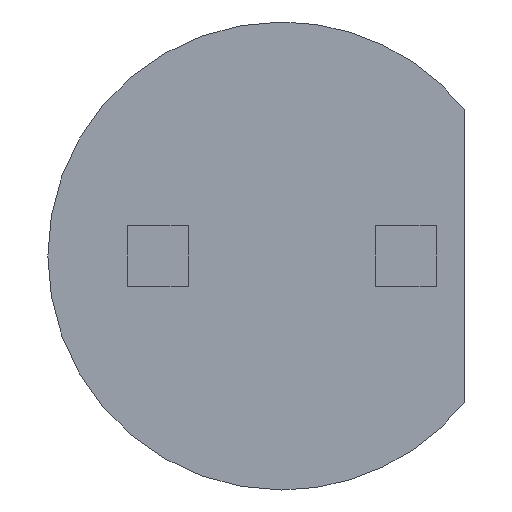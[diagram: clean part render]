
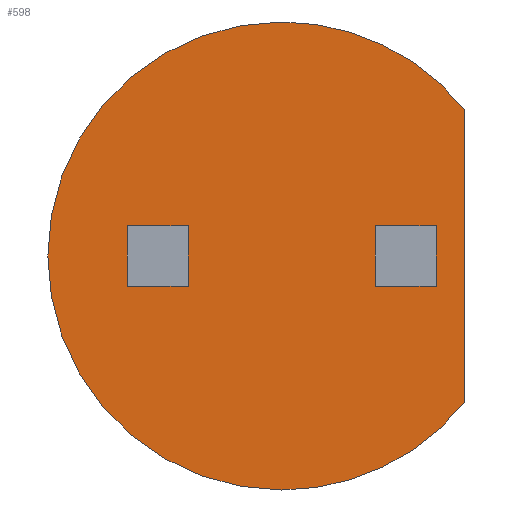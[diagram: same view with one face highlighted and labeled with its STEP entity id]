
A CAD part, front view. The second image highlights one B-rep face of the part: STEP entity #598.
In plain terms, the highlighted planar face has unit normal (0, -1, 0).
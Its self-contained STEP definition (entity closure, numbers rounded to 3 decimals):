
#3 = LINE ( 'NONE', #470, #484 ) ;
#17 = CARTESIAN_POINT ( 'NONE',  ( -0.77, 0., 0.25 ) ) ;
#23 = EDGE_CURVE ( 'NONE', #552, #735, #420, .T. ) ;
#24 = CIRCLE ( 'NONE', #205, 1.925 ) ;
#40 = VECTOR ( 'NONE', #489, 1000. ) ;
#51 = LINE ( 'NONE', #412, #616 ) ;
#54 = VECTOR ( 'NONE', #701, 1000. ) ;
#57 = CARTESIAN_POINT ( 'NONE',  ( 1.5, 0., -2.219 ) ) ;
#58 = CARTESIAN_POINT ( 'NONE',  ( 1.27, 0., -0.25 ) ) ;
#62 = VERTEX_POINT ( 'NONE', #662 ) ;
#63 = EDGE_CURVE ( 'NONE', #268, #648, #612, .T. ) ;
#78 = FACE_BOUND ( 'NONE', #475, .T. ) ;
#90 = EDGE_CURVE ( 'NONE', #381, #352, #657, .T. ) ;
#96 = ORIENTED_EDGE ( 'NONE', *, *, #679, .T. ) ;
#99 = ORIENTED_EDGE ( 'NONE', *, *, #727, .F. ) ;
#108 = LINE ( 'NONE', #647, #493 ) ;
#109 = ORIENTED_EDGE ( 'NONE', *, *, #731, .F. ) ;
#111 = ORIENTED_EDGE ( 'NONE', *, *, #90, .F. ) ;
#131 = DIRECTION ( 'NONE',  ( 0., 0., -1. ) ) ;
#144 = DIRECTION ( 'NONE',  ( 0., 0., 1. ) ) ;
#147 = CARTESIAN_POINT ( 'NONE',  ( 0., 0., 0. ) ) ;
#156 = EDGE_CURVE ( 'NONE', #492, #268, #24, .T. ) ;
#162 = VECTOR ( 'NONE', #763, 1000. ) ;
#163 = DIRECTION ( 'NONE',  ( 0., 0., 1. ) ) ;
#169 = CARTESIAN_POINT ( 'NONE',  ( 0.77, 0., 0.25 ) ) ;
#182 = ORIENTED_EDGE ( 'NONE', *, *, #458, .T. ) ;
#183 = CARTESIAN_POINT ( 'NONE',  ( -0.77, 0., -0.25 ) ) ;
#205 = AXIS2_PLACEMENT_3D ( 'NONE', #722, #427, #547 ) ;
#240 = CARTESIAN_POINT ( 'NONE',  ( -1.27, 0., -0.25 ) ) ;
#258 = ORIENTED_EDGE ( 'NONE', *, *, #63, .F. ) ;
#268 = VERTEX_POINT ( 'NONE', #685 ) ;
#296 = CARTESIAN_POINT ( 'NONE',  ( -1.27, 0., -0.25 ) ) ;
#297 = EDGE_CURVE ( 'NONE', #735, #585, #108, .T. ) ;
#301 = CIRCLE ( 'NONE', #459, 1.925 ) ;
#326 = CARTESIAN_POINT ( 'NONE',  ( 0., 0., 0. ) ) ;
#352 = VERTEX_POINT ( 'NONE', #524 ) ;
#355 = VECTOR ( 'NONE', #144, 1000. ) ;
#356 = EDGE_LOOP ( 'NONE', ( #576, #446, #607, #182 ) ) ;
#381 = VERTEX_POINT ( 'NONE', #169 ) ;
#412 = CARTESIAN_POINT ( 'NONE',  ( 1.27, 0., -0.25 ) ) ;
#416 = CARTESIAN_POINT ( 'NONE',  ( 0., 0., 0. ) ) ;
#420 = LINE ( 'NONE', #240, #355 ) ;
#427 = DIRECTION ( 'NONE',  ( 0., 1., 0. ) ) ;
#441 = EDGE_CURVE ( 'NONE', #566, #492, #301, .T. ) ;
#446 = ORIENTED_EDGE ( 'NONE', *, *, #23, .T. ) ;
#458 = EDGE_CURVE ( 'NONE', #585, #753, #521, .T. ) ;
#459 = AXIS2_PLACEMENT_3D ( 'NONE', #326, #617, #744 ) ;
#462 = CARTESIAN_POINT ( 'NONE',  ( -1.27, 0., 0.25 ) ) ;
#465 = VERTEX_POINT ( 'NONE', #58 ) ;
#470 = CARTESIAN_POINT ( 'NONE',  ( 1.27, 0., 0.25 ) ) ;
#475 = EDGE_LOOP ( 'NONE', ( #99, #669, #111, #109 ) ) ;
#484 = VECTOR ( 'NONE', #649, 1000. ) ;
#489 = DIRECTION ( 'NONE',  ( -1., 0., 0. ) ) ;
#492 = VERTEX_POINT ( 'NONE', #540 ) ;
#493 = VECTOR ( 'NONE', #642, 1000. ) ;
#494 = CARTESIAN_POINT ( 'NONE',  ( 1.5, 0., -1.206 ) ) ;
#508 = DIRECTION ( 'NONE',  ( 0., 1., 0. ) ) ;
#511 = AXIS2_PLACEMENT_3D ( 'NONE', #147, #508, #562 ) ;
#521 = LINE ( 'NONE', #183, #162 ) ;
#524 = CARTESIAN_POINT ( 'NONE',  ( 0.77, 0., -0.25 ) ) ;
#526 = LINE ( 'NONE', #580, #54 ) ;
#540 = CARTESIAN_POINT ( 'NONE',  ( 0., 0., -1.925 ) ) ;
#545 = PLANE ( 'NONE',  #511 ) ;
#547 = DIRECTION ( 'NONE',  ( 0., 0., 1. ) ) ;
#550 = EDGE_CURVE ( 'NONE', #753, #552, #721, .T. ) ;
#552 = VERTEX_POINT ( 'NONE', #296 ) ;
#554 = CARTESIAN_POINT ( 'NONE',  ( 0.77, 0., -0.25 ) ) ;
#562 = DIRECTION ( 'NONE',  ( 0., 0., 1. ) ) ;
#566 = VERTEX_POINT ( 'NONE', #494 ) ;
#576 = ORIENTED_EDGE ( 'NONE', *, *, #550, .T. ) ;
#580 = CARTESIAN_POINT ( 'NONE',  ( 1.27, 0., -0.25 ) ) ;
#581 = AXIS2_PLACEMENT_3D ( 'NONE', #416, #600, #729 ) ;
#585 = VERTEX_POINT ( 'NONE', #17 ) ;
#586 = CARTESIAN_POINT ( 'NONE',  ( -0.77, 0., -0.25 ) ) ;
#598 = ADVANCED_FACE ( 'NONE', ( #599, #660, #78 ), #545, .F. ) ;
#599 = FACE_OUTER_BOUND ( 'NONE', #621, .T. ) ;
#600 = DIRECTION ( 'NONE',  ( 0., 1., 0. ) ) ;
#607 = ORIENTED_EDGE ( 'NONE', *, *, #297, .T. ) ;
#612 = CIRCLE ( 'NONE', #581, 1.925 ) ;
#616 = VECTOR ( 'NONE', #636, 1000. ) ;
#617 = DIRECTION ( 'NONE',  ( 0., 1., 0. ) ) ;
#621 = EDGE_LOOP ( 'NONE', ( #96, #258, #644, #746 ) ) ;
#630 = VECTOR ( 'NONE', #163, 1000. ) ;
#636 = DIRECTION ( 'NONE',  ( 1., 0., 0. ) ) ;
#642 = DIRECTION ( 'NONE',  ( 1., 0., 0. ) ) ;
#644 = ORIENTED_EDGE ( 'NONE', *, *, #156, .F. ) ;
#647 = CARTESIAN_POINT ( 'NONE',  ( -1.27, 0., 0.25 ) ) ;
#648 = VERTEX_POINT ( 'NONE', #736 ) ;
#649 = DIRECTION ( 'NONE',  ( -1., 0., 0. ) ) ;
#657 = LINE ( 'NONE', #554, #665 ) ;
#660 = FACE_BOUND ( 'NONE', #356, .T. ) ;
#662 = CARTESIAN_POINT ( 'NONE',  ( 1.27, 0., 0.25 ) ) ;
#665 = VECTOR ( 'NONE', #131, 1000. ) ;
#669 = ORIENTED_EDGE ( 'NONE', *, *, #681, .F. ) ;
#679 = EDGE_CURVE ( 'NONE', #566, #648, #688, .T. ) ;
#681 = EDGE_CURVE ( 'NONE', #352, #465, #51, .T. ) ;
#685 = CARTESIAN_POINT ( 'NONE',  ( 0., 0., 1.925 ) ) ;
#688 = LINE ( 'NONE', #57, #630 ) ;
#701 = DIRECTION ( 'NONE',  ( 0., 0., 1. ) ) ;
#721 = LINE ( 'NONE', #730, #40 ) ;
#722 = CARTESIAN_POINT ( 'NONE',  ( 0., 0., 0. ) ) ;
#727 = EDGE_CURVE ( 'NONE', #465, #62, #526, .T. ) ;
#729 = DIRECTION ( 'NONE',  ( 0., 0., 1. ) ) ;
#730 = CARTESIAN_POINT ( 'NONE',  ( -1.27, 0., -0.25 ) ) ;
#731 = EDGE_CURVE ( 'NONE', #62, #381, #3, .T. ) ;
#735 = VERTEX_POINT ( 'NONE', #462 ) ;
#736 = CARTESIAN_POINT ( 'NONE',  ( 1.5, 0., 1.206 ) ) ;
#744 = DIRECTION ( 'NONE',  ( 0., 0., 1. ) ) ;
#746 = ORIENTED_EDGE ( 'NONE', *, *, #441, .F. ) ;
#753 = VERTEX_POINT ( 'NONE', #586 ) ;
#763 = DIRECTION ( 'NONE',  ( 0., 0., -1. ) ) ;
